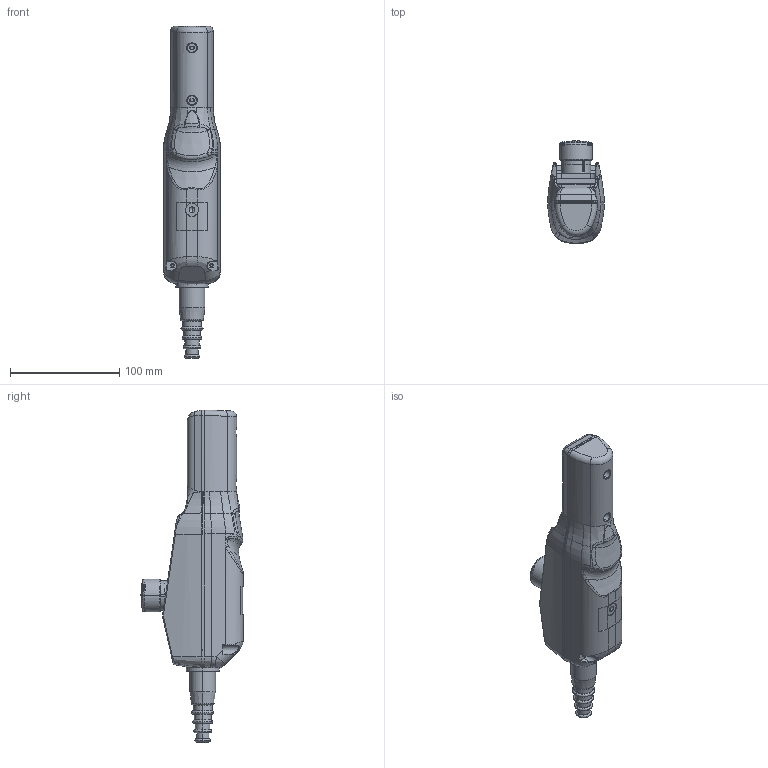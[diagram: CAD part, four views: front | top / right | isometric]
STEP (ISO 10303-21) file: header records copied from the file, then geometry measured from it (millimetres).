
FILE_DESCRIPTION(('STEP AP242'),'1');
FILE_NAME('xaca2014.stp','2019-06-17T11:08:56',('TraceParts'),('TraceParts S.A.'),'Spatial InterOp 3D',' ',' ');
FILE_SCHEMA(('AP242_MANAGED_MODEL_BASED_3D_ENGINEERING_MIM_LF {1 0 10303 442 1 1 4}'));
Length unit declared in the file: millimetre
Products named in the file (1): xaca2014_1
Bounding box: 52 x 93.65 x 304.24 mm (x, y, z)
Volume: 206503.9 mm3; surface area: 159698 mm2
Topology: 5 solids, 5 shells, 2858 faces, 7565 edges, 4780 vertices
Faces by surface type: plane 1419, cylinder 644, bspline 276, torus 232, cone 210, extrusion 45, sphere 26, revolution 6
Entity records: 106625 total; most frequent: CARTESIAN_POINT 39222, ORIENTED_EDGE 15088, DIRECTION 12542, EDGE_CURVE 7544, VERTEX_POINT 4779, AXIS2_PLACEMENT_3D 4237, VECTOR 4062, LINE 4017
